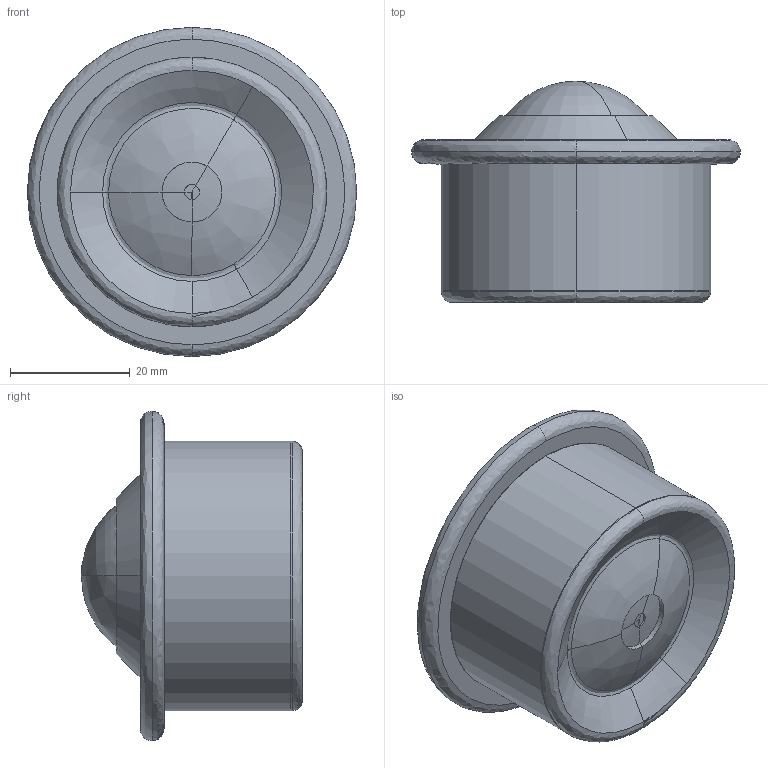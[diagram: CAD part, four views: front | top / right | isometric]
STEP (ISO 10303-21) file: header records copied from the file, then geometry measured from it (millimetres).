
FILE_DESCRIPTION (( 'STEP AP214' ), '1' );
FILE_NAME ('0017508.step', '2020-04-21T10:39:24', ( '' ), ( '' ), 'SwSTEP 2.0', 'SolidWorks 2018', '' );
FILE_SCHEMA (( 'AUTOMOTIVE_DESIGN' ));
Length unit declared in the file: millimetre
Products named in the file (1): 0017508
Bounding box: 55 x 36.95 x 55 mm (x, y, z)
Surface area: 11671.6 mm2 (no closed solid volume)
Topology: 0 solids, 5 shells, 43 faces, 107 edges, 62 vertices
Faces by surface type: bspline 27, cylinder 6, cone 6, plane 4
Entity records: 4121 total; most frequent: CARTESIAN_POINT 3234, ORIENTED_EDGE 184, DIRECTION 128, EDGE_CURVE 98, VERTEX_POINT 62, AXIS2_PLACEMENT_3D 59, EDGE_LOOP 43, ADVANCED_FACE 42
